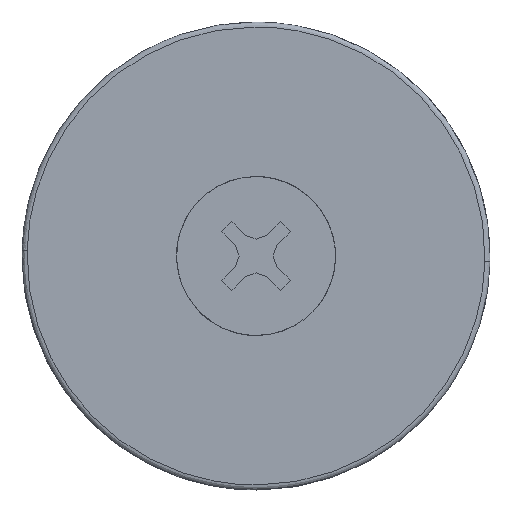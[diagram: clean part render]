
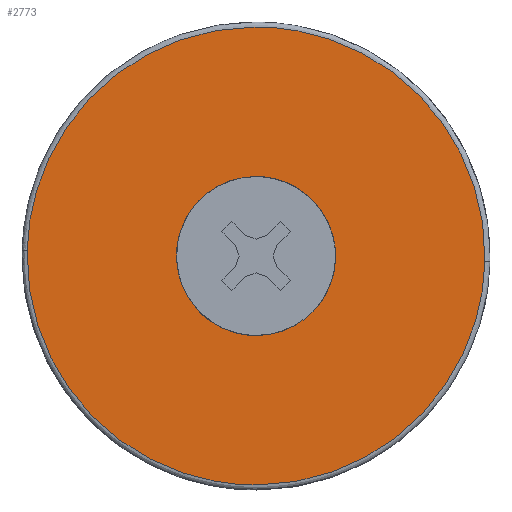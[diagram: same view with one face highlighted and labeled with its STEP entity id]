
A CAD part, front view. The second image highlights one B-rep face of the part: STEP entity #2773.
In plain terms, the highlighted free-form (B-spline) face has degree [1, 1] with [2, 2] control points.
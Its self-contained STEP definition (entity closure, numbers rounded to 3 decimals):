
#1105=CARTESIAN_POINT('',(-4.727,0.,0.562));
#1106=VERTEX_POINT('',#1105);
#1112=CARTESIAN_POINT('',(0.0,0.0,-4.76));
#1113=VERTEX_POINT('',#1112);
#1114=CARTESIAN_POINT('',(-4.727,0.,0.562));
#1115=CARTESIAN_POINT('',(-4.76,0.0,0.282));
#1116=CARTESIAN_POINT('',(-4.76,0.0,0.0));
#1117=CARTESIAN_POINT('',(-4.76,0.0,-4.76));
#1118=CARTESIAN_POINT('',(0.0,0.0,-4.76));
#1126=(BOUNDED_CURVE()B_SPLINE_CURVE(2,(#1114,#1115,#1116,#1117,#1118),.UNSPECIFIED.,.F.,.U.)B_SPLINE_CURVE_WITH_KNOTS((3,2,3),(0.23,0.25,0.5),.UNSPECIFIED.)CURVE()GEOMETRIC_REPRESENTATION_ITEM()RATIONAL_B_SPLINE_CURVE((0.956,0.976,1.0,0.707,1.0))REPRESENTATION_ITEM(''));
#1127=EDGE_CURVE('',#1106,#1113,#1126,.T.);
#1129=CARTESIAN_POINT('',(4.751,0.,-0.291));
#1130=VERTEX_POINT('',#1129);
#1131=CARTESIAN_POINT('',(0.0,0.0,-4.76));
#1132=CARTESIAN_POINT('',(4.478,0.0,-4.76));
#1133=CARTESIAN_POINT('',(4.751,0.,-0.291));
#1141=(BOUNDED_CURVE()B_SPLINE_CURVE(2,(#1131,#1132,#1133),.UNSPECIFIED.,.F.,.U.)B_SPLINE_CURVE_WITH_KNOTS((3,3),(0.5,0.739),.UNSPECIFIED.)CURVE()GEOMETRIC_REPRESENTATION_ITEM()RATIONAL_B_SPLINE_CURVE((1.0,0.72,0.976))REPRESENTATION_ITEM(''));
#1142=EDGE_CURVE('',#1113,#1130,#1141,.T.);
#1216=CARTESIAN_POINT('',(0.0,0.0,4.76));
#1217=VERTEX_POINT('',#1216);
#1218=CARTESIAN_POINT('',(4.751,0.,-0.291));
#1219=CARTESIAN_POINT('',(4.76,0.0,-0.145));
#1220=CARTESIAN_POINT('',(4.76,0.0,0.0));
#1221=CARTESIAN_POINT('',(4.76,0.0,4.76));
#1222=CARTESIAN_POINT('',(0.0,0.0,4.76));
#1230=(BOUNDED_CURVE()B_SPLINE_CURVE(2,(#1218,#1219,#1220,#1221,#1222),.UNSPECIFIED.,.F.,.U.)B_SPLINE_CURVE_WITH_KNOTS((3,2,3),(0.739,0.75,1.0),.UNSPECIFIED.)CURVE()GEOMETRIC_REPRESENTATION_ITEM()RATIONAL_B_SPLINE_CURVE((0.976,0.988,1.0,0.707,1.0))REPRESENTATION_ITEM(''));
#1231=EDGE_CURVE('',#1130,#1217,#1230,.T.);
#1233=CARTESIAN_POINT('',(0.0,0.0,4.76));
#1234=CARTESIAN_POINT('',(-4.228,0.0,4.76));
#1235=CARTESIAN_POINT('',(-4.727,0.,0.562));
#1243=(BOUNDED_CURVE()B_SPLINE_CURVE(2,(#1233,#1234,#1235),.UNSPECIFIED.,.F.,.U.)B_SPLINE_CURVE_WITH_KNOTS((3,3),(0.0,0.23),.UNSPECIFIED.)CURVE()GEOMETRIC_REPRESENTATION_ITEM()RATIONAL_B_SPLINE_CURVE((1.0,0.731,0.956))REPRESENTATION_ITEM(''));
#1244=EDGE_CURVE('',#1217,#1106,#1243,.T.);
#1703=CARTESIAN_POINT('',(-13.696,0.,0.344));
#1704=VERTEX_POINT('',#1703);
#1705=CARTESIAN_POINT('',(0.0,0.,-13.7));
#1706=VERTEX_POINT('',#1705);
#1707=CARTESIAN_POINT('',(-13.696,0.,0.344));
#1708=CARTESIAN_POINT('',(-13.7,0.,0.172));
#1709=CARTESIAN_POINT('',(-13.7,0.,0.));
#1710=CARTESIAN_POINT('',(-13.7,0.,-13.7));
#1711=CARTESIAN_POINT('',(0.0,0.,-13.7));
#1719=(BOUNDED_CURVE()B_SPLINE_CURVE(2,(#1707,#1708,#1709,#1710,#1711),.UNSPECIFIED.,.F.,.U.)B_SPLINE_CURVE_WITH_KNOTS((3,2,3),(0.746,0.75,1.0),.UNSPECIFIED.)CURVE()GEOMETRIC_REPRESENTATION_ITEM()RATIONAL_B_SPLINE_CURVE((0.99,0.995,1.0,0.707,1.0))REPRESENTATION_ITEM(''));
#1720=EDGE_CURVE('',#1704,#1706,#1719,.T.);
#1737=CARTESIAN_POINT('',(13.696,0.,-0.344));
#1738=VERTEX_POINT('',#1737);
#1752=CARTESIAN_POINT('',(0.0,0.,-13.7));
#1753=CARTESIAN_POINT('',(13.36,0.,-13.7));
#1754=CARTESIAN_POINT('',(13.696,0.,-0.344));
#1762=(BOUNDED_CURVE()B_SPLINE_CURVE(2,(#1752,#1753,#1754),.UNSPECIFIED.,.F.,.U.)B_SPLINE_CURVE_WITH_KNOTS((3,3),(0.0,0.246),.UNSPECIFIED.)CURVE()GEOMETRIC_REPRESENTATION_ITEM()RATIONAL_B_SPLINE_CURVE((1.0,0.712,0.99))REPRESENTATION_ITEM(''));
#1763=EDGE_CURVE('',#1706,#1738,#1762,.T.);
#1791=CARTESIAN_POINT('',(0.0,0.,13.7));
#1792=VERTEX_POINT('',#1791);
#1793=CARTESIAN_POINT('',(0.0,0.,13.7));
#1794=CARTESIAN_POINT('',(-13.36,0.,13.7));
#1795=CARTESIAN_POINT('',(-13.696,0.,0.344));
#1803=(BOUNDED_CURVE()B_SPLINE_CURVE(2,(#1793,#1794,#1795),.UNSPECIFIED.,.F.,.U.)B_SPLINE_CURVE_WITH_KNOTS((3,3),(0.5,0.746),.UNSPECIFIED.)CURVE()GEOMETRIC_REPRESENTATION_ITEM()RATIONAL_B_SPLINE_CURVE((1.0,0.712,0.99))REPRESENTATION_ITEM(''));
#1804=EDGE_CURVE('',#1792,#1704,#1803,.T.);
#1806=CARTESIAN_POINT('',(13.696,0.,-0.344));
#1807=CARTESIAN_POINT('',(13.7,0.,-0.172));
#1808=CARTESIAN_POINT('',(13.7,0.,0.));
#1809=CARTESIAN_POINT('',(13.7,0.,13.7));
#1810=CARTESIAN_POINT('',(0.0,0.,13.7));
#1818=(BOUNDED_CURVE()B_SPLINE_CURVE(2,(#1806,#1807,#1808,#1809,#1810),.UNSPECIFIED.,.F.,.U.)B_SPLINE_CURVE_WITH_KNOTS((3,2,3),(0.246,0.25,0.5),.UNSPECIFIED.)CURVE()GEOMETRIC_REPRESENTATION_ITEM()RATIONAL_B_SPLINE_CURVE((0.99,0.995,1.0,0.707,1.0))REPRESENTATION_ITEM(''));
#1819=EDGE_CURVE('',#1738,#1792,#1818,.T.);
#2756=CARTESIAN_POINT('',(-15.064,0.,15.069));
#2757=CARTESIAN_POINT('',(-15.064,0.,-15.069));
#2758=CARTESIAN_POINT('',(15.064,0.,15.069));
#2759=CARTESIAN_POINT('',(15.064,0.,-15.069));
#2760=B_SPLINE_SURFACE_WITH_KNOTS('',1,1,((#2756,#2758),(#2757,#2759)),.UNSPECIFIED.,.F.,.F.,.U.,(2,2),(2,2),(0.0,30.137),(0.0,30.128),.UNSPECIFIED.);
#2761=ORIENTED_EDGE('',*,*,#1763,.T.);
#2762=ORIENTED_EDGE('',*,*,#1819,.T.);
#2763=ORIENTED_EDGE('',*,*,#1804,.T.);
#2764=ORIENTED_EDGE('',*,*,#1720,.T.);
#2765=EDGE_LOOP('',(#2761,#2762,#2763,#2764));
#2766=FACE_OUTER_BOUND('',#2765,.T.);
#2767=ORIENTED_EDGE('',*,*,#1142,.F.);
#2768=ORIENTED_EDGE('',*,*,#1127,.F.);
#2769=ORIENTED_EDGE('',*,*,#1244,.F.);
#2770=ORIENTED_EDGE('',*,*,#1231,.F.);
#2771=EDGE_LOOP('',(#2767,#2768,#2769,#2770));
#2772=FACE_BOUND('',#2771,.T.);
#2773=ADVANCED_FACE('',(#2766,#2772),#2760,.T.);
